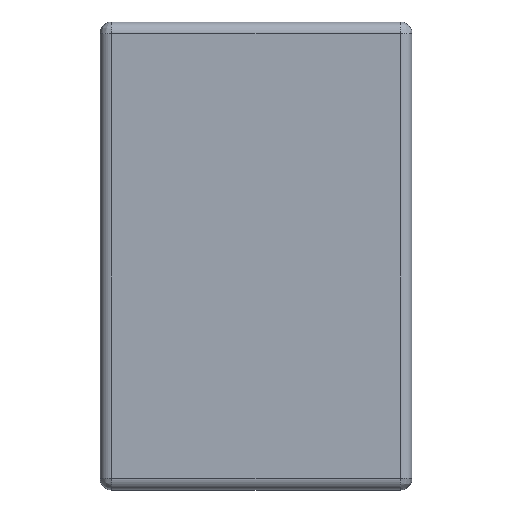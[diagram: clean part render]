
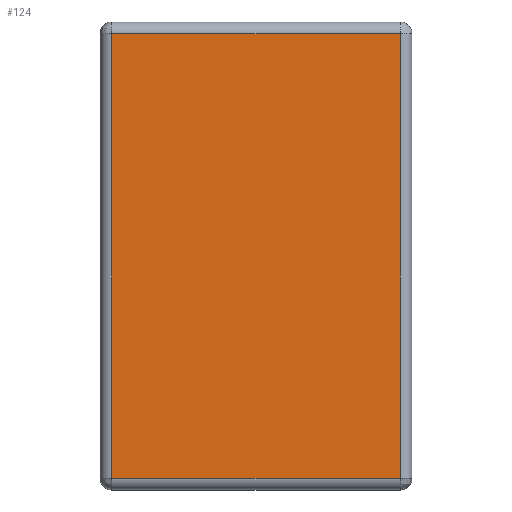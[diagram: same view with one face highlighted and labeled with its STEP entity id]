
A CAD part, top view. The second image highlights one B-rep face of the part: STEP entity #124.
In plain terms, the highlighted planar face has unit normal (0, 0, 1).
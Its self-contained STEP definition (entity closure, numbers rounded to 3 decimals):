
#16 = FACE_OUTER_BOUND ( 'NONE', #313, .T. ) ;
#26 = CARTESIAN_POINT ( 'NONE',  ( -18.5, 32., 2.5 ) ) ;
#36 = VECTOR ( 'NONE', #378, 1000. ) ;
#55 = VECTOR ( 'NONE', #192, 1000. ) ;
#85 = DIRECTION ( 'NONE',  ( 1., 0., 0. ) ) ;
#90 = EDGE_CURVE ( 'NONE', #414, #462, #179, .T. ) ;
#124 = ADVANCED_FACE ( 'NONE', ( #16 ), #361, .T. ) ;
#150 = ORIENTED_EDGE ( 'NONE', *, *, #90, .F. ) ;
#169 = DIRECTION ( 'NONE',  ( 0., 1., 0. ) ) ;
#179 = LINE ( 'NONE', #510, #55 ) ;
#192 = DIRECTION ( 'NONE',  ( 1., 0., 0. ) ) ;
#203 = ORIENTED_EDGE ( 'NONE', *, *, #536, .F. ) ;
#204 = EDGE_CURVE ( 'NONE', #462, #406, #508, .T. ) ;
#232 = CARTESIAN_POINT ( 'NONE',  ( 18.5, -32., 2.5 ) ) ;
#242 = AXIS2_PLACEMENT_3D ( 'NONE', #504, #587, #85 ) ;
#248 = CARTESIAN_POINT ( 'NONE',  ( 18.5, -28.5, 2.5 ) ) ;
#253 = ORIENTED_EDGE ( 'NONE', *, *, #204, .F. ) ;
#313 = EDGE_LOOP ( 'NONE', ( #150, #203, #392, #253 ) ) ;
#341 = CARTESIAN_POINT ( 'NONE',  ( 22., -28.5, 2.5 ) ) ;
#346 = CARTESIAN_POINT ( 'NONE',  ( -18.5, -28.5, 2.5 ) ) ;
#354 = EDGE_CURVE ( 'NONE', #406, #579, #458, .T. ) ;
#356 = VECTOR ( 'NONE', #169, 1000. ) ;
#361 = PLANE ( 'NONE',  #242 ) ;
#363 = VECTOR ( 'NONE', #517, 1000. ) ;
#378 = DIRECTION ( 'NONE',  ( 0., -1., 0. ) ) ;
#391 = CARTESIAN_POINT ( 'NONE',  ( -18.5, 28.5, 2.5 ) ) ;
#392 = ORIENTED_EDGE ( 'NONE', *, *, #354, .F. ) ;
#406 = VERTEX_POINT ( 'NONE', #248 ) ;
#414 = VERTEX_POINT ( 'NONE', #391 ) ;
#431 = CARTESIAN_POINT ( 'NONE',  ( 18.5, 28.5, 2.5 ) ) ;
#458 = LINE ( 'NONE', #341, #363 ) ;
#462 = VERTEX_POINT ( 'NONE', #431 ) ;
#504 = CARTESIAN_POINT ( 'NONE',  ( 0., 0., 2.5 ) ) ;
#508 = LINE ( 'NONE', #232, #36 ) ;
#510 = CARTESIAN_POINT ( 'NONE',  ( -22., 28.5, 2.5 ) ) ;
#517 = DIRECTION ( 'NONE',  ( -1., 0., 0. ) ) ;
#536 = EDGE_CURVE ( 'NONE', #579, #414, #537, .T. ) ;
#537 = LINE ( 'NONE', #26, #356 ) ;
#579 = VERTEX_POINT ( 'NONE', #346 ) ;
#587 = DIRECTION ( 'NONE',  ( 0., 0., 1. ) ) ;
